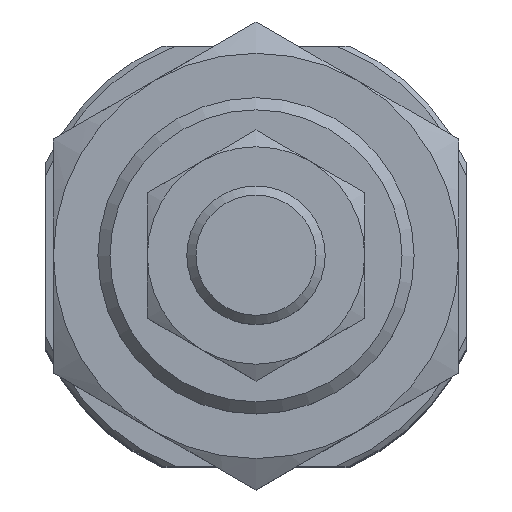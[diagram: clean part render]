
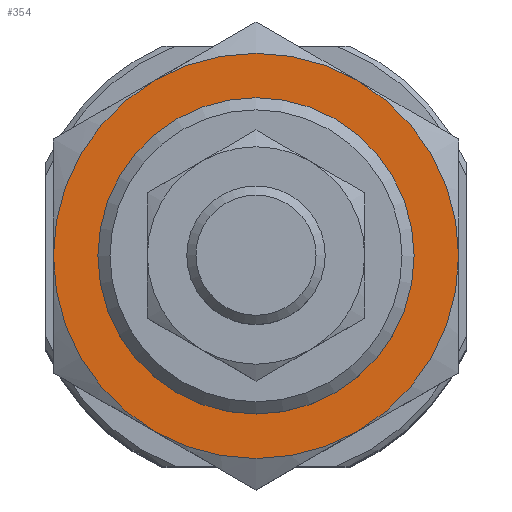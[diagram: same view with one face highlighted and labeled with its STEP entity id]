
A CAD part, top view. The second image highlights one B-rep face of the part: STEP entity #354.
In plain terms, the highlighted face is planar.
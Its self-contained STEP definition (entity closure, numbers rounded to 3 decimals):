
#354 = ADVANCED_FACE( '', ( #639, #640 ), #641, .F. );
#639 = FACE_BOUND( '', #943, .T. );
#640 = FACE_OUTER_BOUND( '', #944, .T. );
#641 = PLANE( '', #945 );
#943 = EDGE_LOOP( '', ( #1758 ) );
#944 = EDGE_LOOP( '', ( #1759, #1760, #1761, #1762, #1763, #1764 ) );
#945 = AXIS2_PLACEMENT_3D( '', #1765, #1766, #1767 );
#1758 = ORIENTED_EDGE( '', *, *, #2113, .F. );
#1759 = ORIENTED_EDGE( '', *, *, #2114, .T. );
#1760 = ORIENTED_EDGE( '', *, *, #2115, .T. );
#1761 = ORIENTED_EDGE( '', *, *, #2116, .T. );
#1762 = ORIENTED_EDGE( '', *, *, #2117, .T. );
#1763 = ORIENTED_EDGE( '', *, *, #2118, .T. );
#1764 = ORIENTED_EDGE( '', *, *, #2119, .T. );
#1765 = CARTESIAN_POINT( '', ( 0., 0., -9. ) );
#1766 = DIRECTION( '', ( 0., 0., 1. ) );
#1767 = DIRECTION( '', ( 1., 0., 0. ) );
#2113 = EDGE_CURVE( '', #2534, #2534, #2535, .T. );
#2114 = EDGE_CURVE( '', #2536, #2513, #2537, .F. );
#2115 = EDGE_CURVE( '', #2513, #2538, #2539, .F. );
#2116 = EDGE_CURVE( '', #2538, #2540, #2541, .F. );
#2117 = EDGE_CURVE( '', #2540, #2542, #2543, .F. );
#2118 = EDGE_CURVE( '', #2542, #2544, #2545, .F. );
#2119 = EDGE_CURVE( '', #2544, #2536, #2546, .F. );
#2513 = VERTEX_POINT( '', #3295 );
#2534 = VERTEX_POINT( '', #3340 );
#2535 = CIRCLE( '', #3341, 16. );
#2536 = VERTEX_POINT( '', #3342 );
#2537 = CIRCLE( '', #3343, 20.5 );
#2538 = VERTEX_POINT( '', #3344 );
#2539 = CIRCLE( '', #3345, 20.5 );
#2540 = VERTEX_POINT( '', #3346 );
#2541 = CIRCLE( '', #3347, 20.5 );
#2542 = VERTEX_POINT( '', #3348 );
#2543 = CIRCLE( '', #3349, 20.5 );
#2544 = VERTEX_POINT( '', #3350 );
#2545 = CIRCLE( '', #3351, 20.5 );
#2546 = CIRCLE( '', #3352, 20.5 );
#3295 = CARTESIAN_POINT( '', ( 10.25, -17.754, -9. ) );
#3340 = CARTESIAN_POINT( '', ( -16., 0., -9. ) );
#3341 = AXIS2_PLACEMENT_3D( '', #3875, #3876, #3877 );
#3342 = CARTESIAN_POINT( '', ( 20.5, 0., -9. ) );
#3343 = AXIS2_PLACEMENT_3D( '', #3878, #3879, #3880 );
#3344 = CARTESIAN_POINT( '', ( -10.25, -17.754, -9. ) );
#3345 = AXIS2_PLACEMENT_3D( '', #3881, #3882, #3883 );
#3346 = CARTESIAN_POINT( '', ( -20.5, 0., -9. ) );
#3347 = AXIS2_PLACEMENT_3D( '', #3884, #3885, #3886 );
#3348 = CARTESIAN_POINT( '', ( -10.25, 17.754, -9. ) );
#3349 = AXIS2_PLACEMENT_3D( '', #3887, #3888, #3889 );
#3350 = CARTESIAN_POINT( '', ( 10.25, 17.754, -9. ) );
#3351 = AXIS2_PLACEMENT_3D( '', #3890, #3891, #3892 );
#3352 = AXIS2_PLACEMENT_3D( '', #3893, #3894, #3895 );
#3875 = CARTESIAN_POINT( '', ( 0., 0., -9. ) );
#3876 = DIRECTION( '', ( 0., 0., -1. ) );
#3877 = DIRECTION( '', ( -1., 0., 0. ) );
#3878 = CARTESIAN_POINT( '', ( 0., 0., -9. ) );
#3879 = DIRECTION( '', ( 0., 0., 1. ) );
#3880 = DIRECTION( '', ( 1., 0., 0. ) );
#3881 = CARTESIAN_POINT( '', ( 0., 0., -9. ) );
#3882 = DIRECTION( '', ( 0., 0., 1. ) );
#3883 = DIRECTION( '', ( 1., 0., 0. ) );
#3884 = CARTESIAN_POINT( '', ( 0., 0., -9. ) );
#3885 = DIRECTION( '', ( 0., 0., 1. ) );
#3886 = DIRECTION( '', ( 1., 0., 0. ) );
#3887 = CARTESIAN_POINT( '', ( 0., 0., -9. ) );
#3888 = DIRECTION( '', ( 0., 0., 1. ) );
#3889 = DIRECTION( '', ( 1., 0., 0. ) );
#3890 = CARTESIAN_POINT( '', ( 0., 0., -9. ) );
#3891 = DIRECTION( '', ( 0., 0., 1. ) );
#3892 = DIRECTION( '', ( 1., 0., 0. ) );
#3893 = CARTESIAN_POINT( '', ( 0., 0., -9. ) );
#3894 = DIRECTION( '', ( 0., 0., 1. ) );
#3895 = DIRECTION( '', ( 1., 0., 0. ) );
